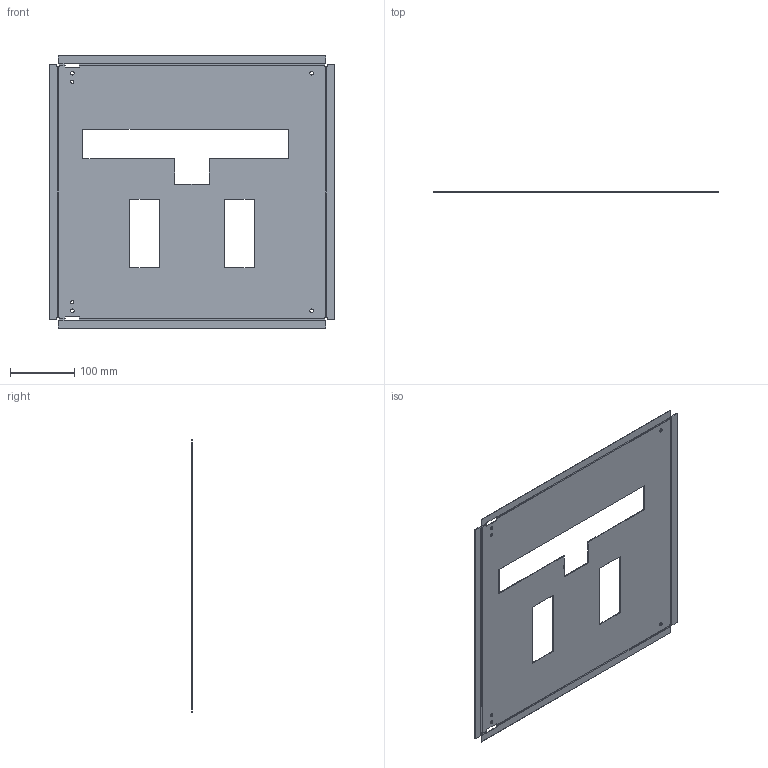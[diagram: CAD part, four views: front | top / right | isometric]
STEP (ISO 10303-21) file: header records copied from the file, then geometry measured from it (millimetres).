
FILE_DESCRIPTION(('produced by SPATIAL CORP'),'2;1');
FILE_NAME( 'part_37.prt.hh.sat.stp','2002-04-19T13:19:54+00:00',('SPATIAL CORP'),('SPATIAL CORP'), 'ACIS STEP Husk','http://www.spatial.com','SPATIAL CORP');
FILE_SCHEMA(('CONFIG_CONTROL_DESIGN'));
Length unit declared in the file: millimetre
Products named in the file (1): PRODUCT_ID_1
Bounding box: 445.37 x 1.2 x 424.37 mm (x, y, z)
Volume: 193303.1 mm3; surface area: 326284.2 mm2
Topology: 1 solids, 1 shells, 110 faces, 288 edges, 176 vertices
Faces by surface type: plane 86, cylinder 24
Entity records: 3425 total; most frequent: ORIENTED_EDGE 576, CARTESIAN_POINT 574, DIRECTION 556, EDGE_CURVE 288, VECTOR 240, LINE 240, VERTEX_POINT 176, AXIS2_PLACEMENT_3D 158
